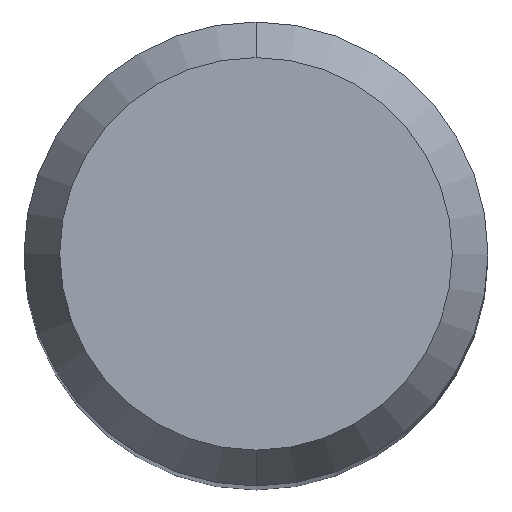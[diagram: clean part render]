
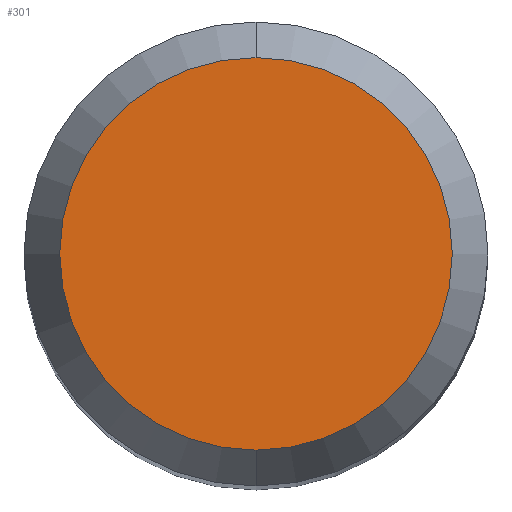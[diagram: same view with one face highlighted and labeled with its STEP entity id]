
A CAD part, top view. The second image highlights one B-rep face of the part: STEP entity #301.
In plain terms, the highlighted planar face has unit normal (0, 0, 1).
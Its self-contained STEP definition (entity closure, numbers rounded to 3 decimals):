
#177=VERTEX_POINT('',#452);
#197=EDGE_CURVE('',#177,#287,#474,.T.);
#287=VERTEX_POINT('',#573);
#301=ADVANCED_FACE('',(#588),#589,.T.);
#375=EDGE_CURVE('',#287,#177,#670,.T.);
#452=CARTESIAN_POINT('',(0.,-2.538,29.558));
#474=CIRCLE('',#793,2.538);
#573=CARTESIAN_POINT('',(0.0,2.538,29.558));
#588=FACE_OUTER_BOUND('',#1070,.T.);
#589=PLANE('',#1071);
#670=CIRCLE('',#1232,2.538);
#793=AXIS2_PLACEMENT_3D('',#1372,#1373,#1374);
#1070=EDGE_LOOP('',(#1492,#1493));
#1071=AXIS2_PLACEMENT_3D('',#1494,#1495,#1496);
#1232=AXIS2_PLACEMENT_3D('',#1591,#1592,#1593);
#1372=CARTESIAN_POINT('',(0.0,0.0,29.558));
#1373=DIRECTION('',(0.0,0.0,-1.0));
#1374=DIRECTION('',(0.0,1.0,0.0));
#1492=ORIENTED_EDGE('',*,*,#375,.F.);
#1493=ORIENTED_EDGE('',*,*,#197,.F.);
#1494=CARTESIAN_POINT('',(0.0,1.269,29.558));
#1495=DIRECTION('',(-0.0,0.0,1.0));
#1496=DIRECTION('',(0.0,-1.0,0.0));
#1591=CARTESIAN_POINT('',(0.0,0.0,29.558));
#1592=DIRECTION('',(0.0,0.0,-1.0));
#1593=DIRECTION('',(0.0,1.0,0.0));
